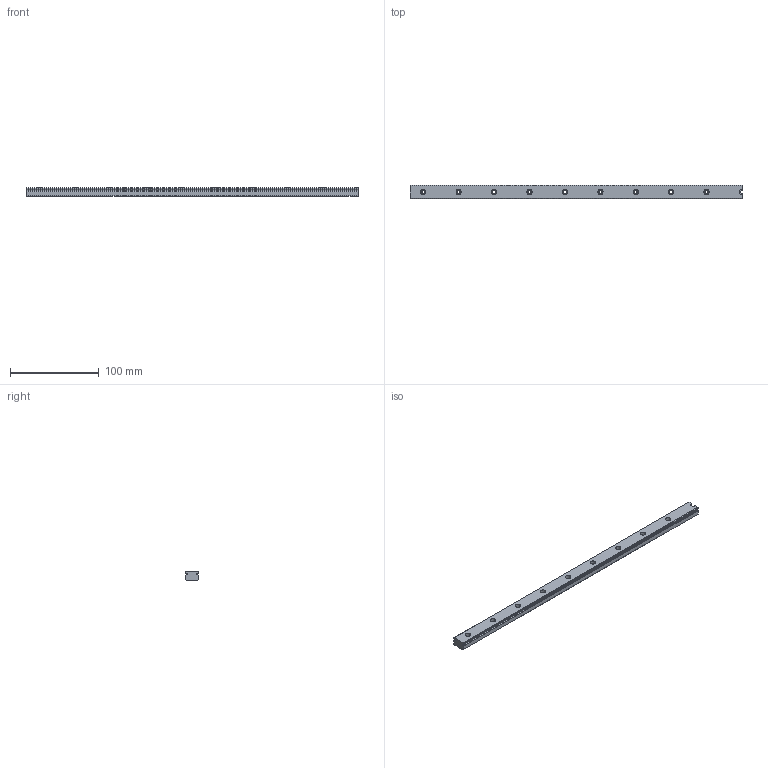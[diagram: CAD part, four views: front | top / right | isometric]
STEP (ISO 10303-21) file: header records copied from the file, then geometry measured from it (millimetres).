
FILE_DESCRIPTION(('starvars output'),'2;1');
FILE_NAME('cv20200802135922000003299.stp','13:59:22 2020/08/02',( 'Thomas Industrial Network Germany GmbH'),( 'Thomas Industrial Network Germany GmbH'),'unknown preprocess','ACIS' ,'unknown authorization');
FILE_SCHEMA(('AUTOMOTIVE_DESIGN_CC2 {UNKNOWN IMPLEMENTATION LEVEL}'));
Length unit declared in the file: millimetre
Products named in the file (1): PRODUCT_ID_1
Bounding box: 375 x 15 x 10 mm (x, y, z)
Volume: 51767.4 mm3; surface area: 21551 mm2
Topology: 1 solids, 1 shells, 87 faces, 255 edges, 170 vertices
Faces by surface type: cylinder 57, plane 30
Entity records: 3553 total; most frequent: CARTESIAN_POINT 631, ORIENTED_EDGE 510, DIRECTION 391, EDGE_CURVE 255, VERTEX_POINT 170, AXIS2_PLACEMENT_3D 140, VECTOR 111, LINE 111
